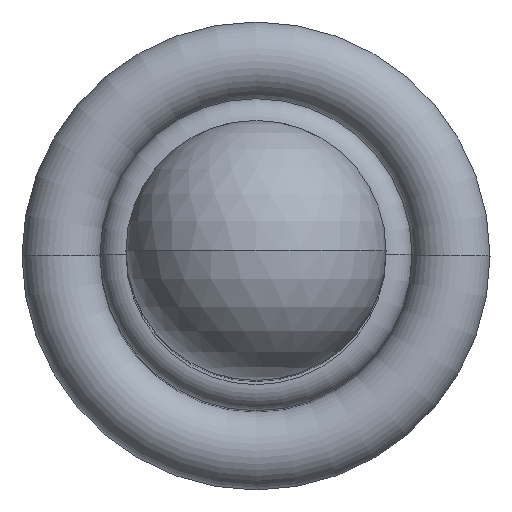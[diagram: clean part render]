
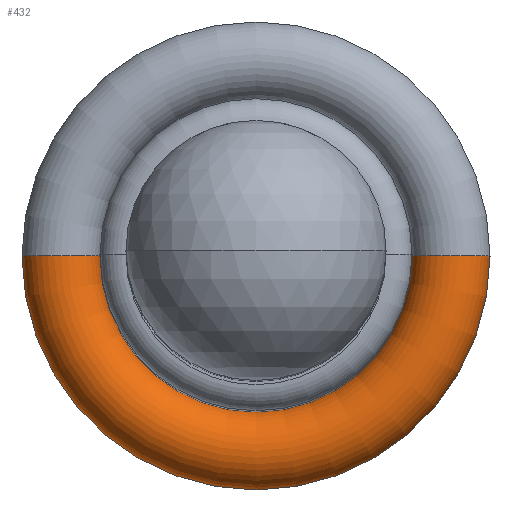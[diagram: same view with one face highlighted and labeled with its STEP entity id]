
A CAD part, top view. The second image highlights one B-rep face of the part: STEP entity #432.
In plain terms, the highlighted toroidal (fillet/blend) face has major radius 3.75 mm and minor radius 0.75 mm.
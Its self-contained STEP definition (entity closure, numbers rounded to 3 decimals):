
#36 = VERTEX_POINT ( 'NONE', #186 ) ;
#63 = TOROIDAL_SURFACE ( 'NONE', #418, 3.75, 0.75 ) ;
#74 = AXIS2_PLACEMENT_3D ( 'NONE', #460, #357, #262 ) ;
#84 = DIRECTION ( 'NONE',  ( 1., 0., 0. ) ) ;
#93 = DIRECTION ( 'NONE',  ( 0., 0., -1. ) ) ;
#135 = ORIENTED_EDGE ( 'NONE', *, *, #413, .F. ) ;
#148 = EDGE_CURVE ( 'NONE', #317, #166, #510, .T. ) ;
#149 = CIRCLE ( 'NONE', #541, 3. ) ;
#166 = VERTEX_POINT ( 'NONE', #395 ) ;
#186 = CARTESIAN_POINT ( 'NONE',  ( -4.5, 0., -36.473 ) ) ;
#193 = DIRECTION ( 'NONE',  ( 0., 0., 1. ) ) ;
#194 = EDGE_LOOP ( 'NONE', ( #523, #656, #236, #135 ) ) ;
#202 = CARTESIAN_POINT ( 'NONE',  ( 0., 0., -36.473 ) ) ;
#236 = ORIENTED_EDGE ( 'NONE', *, *, #148, .T. ) ;
#240 = VERTEX_POINT ( 'NONE', #671 ) ;
#247 = AXIS2_PLACEMENT_3D ( 'NONE', #343, #389, #93 ) ;
#262 = DIRECTION ( 'NONE',  ( -1., 0., 0. ) ) ;
#265 = EDGE_CURVE ( 'NONE', #36, #240, #338, .T. ) ;
#287 = AXIS2_PLACEMENT_3D ( 'NONE', #393, #299, #396 ) ;
#299 = DIRECTION ( 'NONE',  ( 0., 0., 1. ) ) ;
#317 = VERTEX_POINT ( 'NONE', #584 ) ;
#338 = CIRCLE ( 'NONE', #74, 0.75 ) ;
#343 = CARTESIAN_POINT ( 'NONE',  ( 3.75, 0., -36.473 ) ) ;
#357 = DIRECTION ( 'NONE',  ( 0., 1., 0. ) ) ;
#359 = CIRCLE ( 'NONE', #287, 4.5 ) ;
#389 = DIRECTION ( 'NONE',  ( 0., -1., 0. ) ) ;
#393 = CARTESIAN_POINT ( 'NONE',  ( 0., 0., -36.473 ) ) ;
#395 = CARTESIAN_POINT ( 'NONE',  ( 3., 0., -36.473 ) ) ;
#396 = DIRECTION ( 'NONE',  ( 1., 0., 0. ) ) ;
#413 = EDGE_CURVE ( 'NONE', #240, #166, #149, .T. ) ;
#418 = AXIS2_PLACEMENT_3D ( 'NONE', #202, #453, #441 ) ;
#432 = ADVANCED_FACE ( 'NONE', ( #548 ), #63, .T. ) ;
#441 = DIRECTION ( 'NONE',  ( 1., 0., 0. ) ) ;
#449 = CARTESIAN_POINT ( 'NONE',  ( 0., 0., -36.473 ) ) ;
#453 = DIRECTION ( 'NONE',  ( 0., 0., 1. ) ) ;
#460 = CARTESIAN_POINT ( 'NONE',  ( -3.75, 0., -36.473 ) ) ;
#507 = EDGE_CURVE ( 'NONE', #36, #317, #359, .T. ) ;
#510 = CIRCLE ( 'NONE', #247, 0.75 ) ;
#523 = ORIENTED_EDGE ( 'NONE', *, *, #265, .F. ) ;
#541 = AXIS2_PLACEMENT_3D ( 'NONE', #449, #193, #84 ) ;
#548 = FACE_OUTER_BOUND ( 'NONE', #194, .T. ) ;
#584 = CARTESIAN_POINT ( 'NONE',  ( 4.5, 0., -36.473 ) ) ;
#656 = ORIENTED_EDGE ( 'NONE', *, *, #507, .T. ) ;
#671 = CARTESIAN_POINT ( 'NONE',  ( -3., 0., -36.473 ) ) ;
